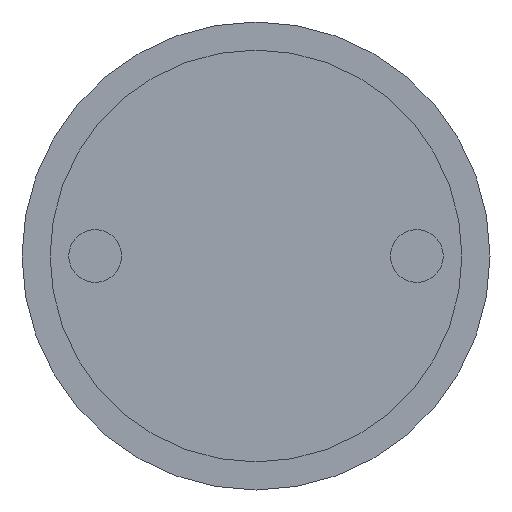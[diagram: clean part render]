
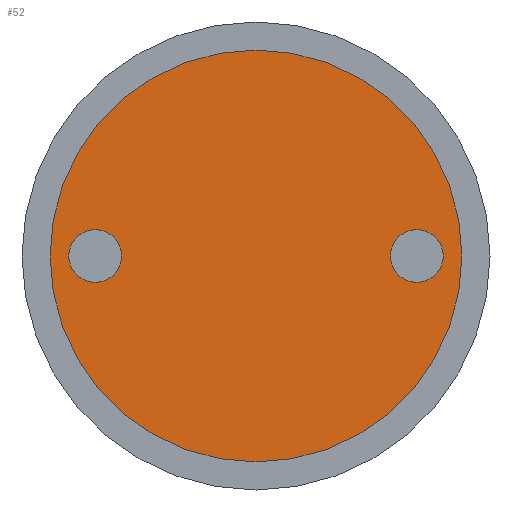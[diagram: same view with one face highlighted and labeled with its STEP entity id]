
A CAD part, front view. The second image highlights one B-rep face of the part: STEP entity #52.
In plain terms, the highlighted planar face has unit normal (0, -1, 0).
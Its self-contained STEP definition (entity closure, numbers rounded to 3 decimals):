
#52 = ADVANCED_FACE( '', ( #113, #114, #115 ), #116, .F. );
#113 = FACE_BOUND( '', #216, .T. );
#114 = FACE_BOUND( '', #217, .T. );
#115 = FACE_OUTER_BOUND( '', #218, .T. );
#116 = PLANE( '', #219 );
#216 = EDGE_LOOP( '', ( #288 ) );
#217 = EDGE_LOOP( '', ( #289 ) );
#218 = EDGE_LOOP( '', ( #290 ) );
#219 = AXIS2_PLACEMENT_3D( '', #291, #292, #293 );
#288 = ORIENTED_EDGE( '', *, *, #361, .F. );
#289 = ORIENTED_EDGE( '', *, *, #355, .F. );
#290 = ORIENTED_EDGE( '', *, *, #352, .T. );
#291 = CARTESIAN_POINT( '', ( 35.2, -2., 0. ) );
#292 = DIRECTION( '', ( 0., 1., 0. ) );
#293 = DIRECTION( '', ( 0., 0., 1. ) );
#352 = EDGE_CURVE( '', #387, #387, #388, .T. );
#355 = EDGE_CURVE( '', #392, #392, #393, .F. );
#361 = EDGE_CURVE( '', #401, #401, #402, .F. );
#387 = VERTEX_POINT( '', #433 );
#388 = CIRCLE( '', #434, 35.2 );
#392 = VERTEX_POINT( '', #438 );
#393 = CIRCLE( '', #439, 4.5 );
#401 = VERTEX_POINT( '', #447 );
#402 = CIRCLE( '', #448, 4.5 );
#433 = CARTESIAN_POINT( '', ( 0., -2., -35.2 ) );
#434 = AXIS2_PLACEMENT_3D( '', #480, #481, #482 );
#438 = CARTESIAN_POINT( '', ( -27.5, -2., 4.5 ) );
#439 = AXIS2_PLACEMENT_3D( '', #486, #487, #488 );
#447 = CARTESIAN_POINT( '', ( 27.5, -2., 4.5 ) );
#448 = AXIS2_PLACEMENT_3D( '', #495, #496, #497 );
#480 = CARTESIAN_POINT( '', ( 0., -2., 0. ) );
#481 = DIRECTION( '', ( 0., -1., 0. ) );
#482 = DIRECTION( '', ( 0., 0., -1. ) );
#486 = CARTESIAN_POINT( '', ( -27.5, -2., 0. ) );
#487 = DIRECTION( '', ( 0., 1., 0. ) );
#488 = DIRECTION( '', ( 0., 0., 1. ) );
#495 = CARTESIAN_POINT( '', ( 27.5, -2., 0. ) );
#496 = DIRECTION( '', ( 0., 1., 0. ) );
#497 = DIRECTION( '', ( 0., 0., 1. ) );
